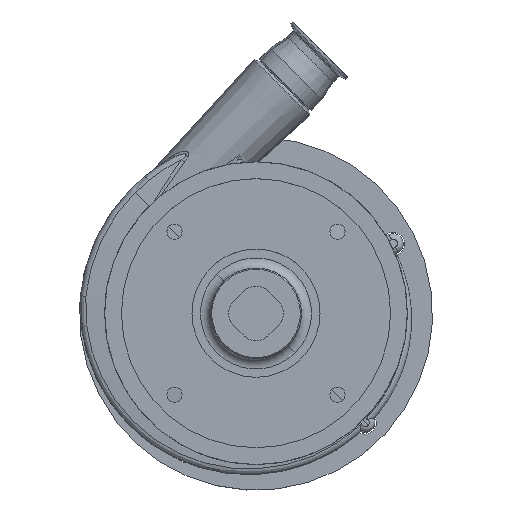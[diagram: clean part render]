
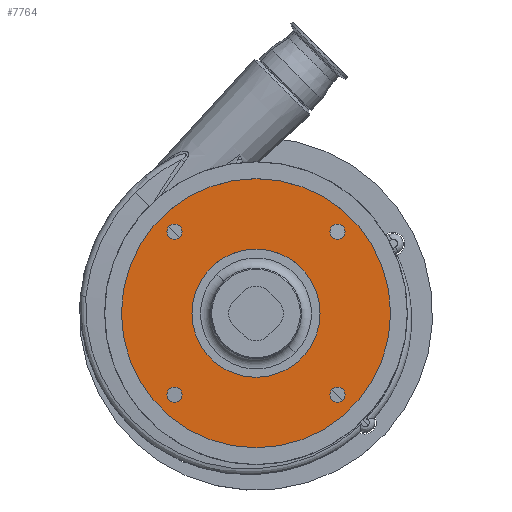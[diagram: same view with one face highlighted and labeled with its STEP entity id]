
A CAD part, top view. The second image highlights one B-rep face of the part: STEP entity #7764.
In plain terms, the highlighted planar face has unit normal (0, 0, 1).
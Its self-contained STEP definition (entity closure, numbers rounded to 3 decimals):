
#37 = EDGE_CURVE ( 'NONE', #13638, #6807, #4463, .T. ) ;
#295 = EDGE_CURVE ( 'NONE', #1874, #13776, #10982, .T. ) ;
#361 = DIRECTION ( 'NONE',  ( 1., 0., 0. ) ) ;
#481 = VERTEX_POINT ( 'NONE', #10296 ) ;
#599 = CIRCLE ( 'NONE', #4953, 63.5 ) ;
#1157 = ORIENTED_EDGE ( 'NONE', *, *, #37, .T. ) ;
#1182 = CARTESIAN_POINT ( 'NONE',  ( -133.35, 0., 219.5 ) ) ;
#1408 = DIRECTION ( 'NONE',  ( 0., 0., -1. ) ) ;
#1482 = DIRECTION ( 'NONE',  ( 1., 0., 0. ) ) ;
#1627 = CARTESIAN_POINT ( 'NONE',  ( -73.322, 80.822, 219.5 ) ) ;
#1662 = EDGE_CURVE ( 'NONE', #13776, #1874, #599, .T. ) ;
#1663 = CIRCLE ( 'NONE', #7747, 7.5 ) ;
#1727 = CARTESIAN_POINT ( 'NONE',  ( 80.822, 80.822, 219.5 ) ) ;
#1769 = VERTEX_POINT ( 'NONE', #9712 ) ;
#1839 = CARTESIAN_POINT ( 'NONE',  ( 133.35, 0., 219.5 ) ) ;
#1874 = VERTEX_POINT ( 'NONE', #5476 ) ;
#2021 = CARTESIAN_POINT ( 'NONE',  ( 73.322, -80.822, 219.5 ) ) ;
#2248 = AXIS2_PLACEMENT_3D ( 'NONE', #5911, #3426, #10541 ) ;
#2389 = FACE_BOUND ( 'NONE', #12675, .T. ) ;
#2461 = FACE_BOUND ( 'NONE', #12989, .T. ) ;
#2739 = CARTESIAN_POINT ( 'NONE',  ( 88.322, 80.822, 219.5 ) ) ;
#3040 = DIRECTION ( 'NONE',  ( 1., 0., 0. ) ) ;
#3099 = CARTESIAN_POINT ( 'NONE',  ( 0., 0., 219.5 ) ) ;
#3365 = DIRECTION ( 'NONE',  ( 1., 0., 0. ) ) ;
#3426 = DIRECTION ( 'NONE',  ( 0., 0., 1. ) ) ;
#3543 = ORIENTED_EDGE ( 'NONE', *, *, #6117, .T. ) ;
#3548 = DIRECTION ( 'NONE',  ( 0., 0., -1. ) ) ;
#3596 = AXIS2_PLACEMENT_3D ( 'NONE', #13203, #14512, #4004 ) ;
#3623 = ORIENTED_EDGE ( 'NONE', *, *, #7093, .T. ) ;
#3688 = DIRECTION ( 'NONE',  ( 0., 0., 1. ) ) ;
#3722 = DIRECTION ( 'NONE',  ( 0., 0., -1. ) ) ;
#3759 = CARTESIAN_POINT ( 'NONE',  ( -63.5, 0., 219.5 ) ) ;
#4004 = DIRECTION ( 'NONE',  ( 1., 0., 0. ) ) ;
#4056 = ORIENTED_EDGE ( 'NONE', *, *, #13408, .T. ) ;
#4463 = CIRCLE ( 'NONE', #2248, 133.35 ) ;
#4553 = EDGE_LOOP ( 'NONE', ( #5859, #5741 ) ) ;
#4723 = CARTESIAN_POINT ( 'NONE',  ( 80.822, -80.822, 219.5 ) ) ;
#4953 = AXIS2_PLACEMENT_3D ( 'NONE', #10035, #13553, #3040 ) ;
#5305 = VERTEX_POINT ( 'NONE', #9973 ) ;
#5476 = CARTESIAN_POINT ( 'NONE',  ( 63.5, 0., 219.5 ) ) ;
#5741 = ORIENTED_EDGE ( 'NONE', *, *, #295, .T. ) ;
#5767 = ORIENTED_EDGE ( 'NONE', *, *, #12592, .T. ) ;
#5859 = ORIENTED_EDGE ( 'NONE', *, *, #1662, .T. ) ;
#5911 = CARTESIAN_POINT ( 'NONE',  ( 0., 0., 219.5 ) ) ;
#6005 = AXIS2_PLACEMENT_3D ( 'NONE', #4723, #13787, #3365 ) ;
#6009 = CIRCLE ( 'NONE', #3596, 7.5 ) ;
#6028 = FACE_OUTER_BOUND ( 'NONE', #12390, .T. ) ;
#6036 = DIRECTION ( 'NONE',  ( 1., 0., 0. ) ) ;
#6117 = EDGE_CURVE ( 'NONE', #5305, #1769, #1663, .T. ) ;
#6288 = ORIENTED_EDGE ( 'NONE', *, *, #12230, .T. ) ;
#6354 = DIRECTION ( 'NONE',  ( 0., 0., -1. ) ) ;
#6474 = AXIS2_PLACEMENT_3D ( 'NONE', #11687, #3722, #361 ) ;
#6807 = VERTEX_POINT ( 'NONE', #1839 ) ;
#6977 = CIRCLE ( 'NONE', #6005, 7.5 ) ;
#7023 = PLANE ( 'NONE',  #14553 ) ;
#7093 = EDGE_CURVE ( 'NONE', #11725, #14047, #6009, .T. ) ;
#7195 = CARTESIAN_POINT ( 'NONE',  ( -88.322, 80.822, 219.5 ) ) ;
#7425 = DIRECTION ( 'NONE',  ( 0., 0., -1. ) ) ;
#7484 = ORIENTED_EDGE ( 'NONE', *, *, #12718, .T. ) ;
#7747 = AXIS2_PLACEMENT_3D ( 'NONE', #11879, #1408, #6036 ) ;
#7764 = ADVANCED_FACE ( 'NONE', ( #12808, #14176, #6028, #2389, #2461, #14109 ), #7023, .T. ) ;
#8184 = VERTEX_POINT ( 'NONE', #7195 ) ;
#8293 = DIRECTION ( 'NONE',  ( 1., 0., 0. ) ) ;
#8447 = DIRECTION ( 'NONE',  ( 0., 0., -1. ) ) ;
#8451 = ORIENTED_EDGE ( 'NONE', *, *, #10209, .T. ) ;
#8634 = EDGE_LOOP ( 'NONE', ( #8451, #5767 ) ) ;
#9146 = CIRCLE ( 'NONE', #9386, 133.35 ) ;
#9378 = DIRECTION ( 'NONE',  ( 1., 0., 0. ) ) ;
#9386 = AXIS2_PLACEMENT_3D ( 'NONE', #3099, #14902, #11221 ) ;
#9455 = CARTESIAN_POINT ( 'NONE',  ( 80.822, 80.822, 219.5 ) ) ;
#9486 = AXIS2_PLACEMENT_3D ( 'NONE', #9455, #3548, #9378 ) ;
#9712 = CARTESIAN_POINT ( 'NONE',  ( -88.322, -80.822, 219.5 ) ) ;
#9841 = DIRECTION ( 'NONE',  ( 1., 0., 0. ) ) ;
#9909 = CIRCLE ( 'NONE', #12086, 7.5 ) ;
#9973 = CARTESIAN_POINT ( 'NONE',  ( -73.322, -80.822, 219.5 ) ) ;
#10035 = CARTESIAN_POINT ( 'NONE',  ( 0., 0., 219.5 ) ) ;
#10138 = AXIS2_PLACEMENT_3D ( 'NONE', #1727, #6354, #9841 ) ;
#10209 = EDGE_CURVE ( 'NONE', #11372, #481, #12177, .T. ) ;
#10296 = CARTESIAN_POINT ( 'NONE',  ( 73.322, 80.822, 219.5 ) ) ;
#10541 = DIRECTION ( 'NONE',  ( 1., 0., 0. ) ) ;
#10895 = CARTESIAN_POINT ( 'NONE',  ( 88.322, -80.822, 219.5 ) ) ;
#10982 = CIRCLE ( 'NONE', #14903, 63.5 ) ;
#10992 = DIRECTION ( 'NONE',  ( 1., 0., 0. ) ) ;
#11221 = DIRECTION ( 'NONE',  ( 1., 0., 0. ) ) ;
#11372 = VERTEX_POINT ( 'NONE', #2739 ) ;
#11390 = AXIS2_PLACEMENT_3D ( 'NONE', #14363, #12140, #10992 ) ;
#11649 = CARTESIAN_POINT ( 'NONE',  ( 0., 0., 219.5 ) ) ;
#11687 = CARTESIAN_POINT ( 'NONE',  ( -80.822, 80.822, 219.5 ) ) ;
#11725 = VERTEX_POINT ( 'NONE', #2021 ) ;
#11790 = CIRCLE ( 'NONE', #6474, 7.5 ) ;
#11879 = CARTESIAN_POINT ( 'NONE',  ( -80.822, -80.822, 219.5 ) ) ;
#12030 = CARTESIAN_POINT ( 'NONE',  ( -80.822, 80.822, 219.5 ) ) ;
#12086 = AXIS2_PLACEMENT_3D ( 'NONE', #12030, #8447, #1482 ) ;
#12140 = DIRECTION ( 'NONE',  ( 0., 0., -1. ) ) ;
#12177 = CIRCLE ( 'NONE', #9486, 7.5 ) ;
#12230 = EDGE_CURVE ( 'NONE', #12946, #8184, #11790, .T. ) ;
#12261 = ORIENTED_EDGE ( 'NONE', *, *, #13972, .T. ) ;
#12390 = EDGE_LOOP ( 'NONE', ( #7484, #1157 ) ) ;
#12592 = EDGE_CURVE ( 'NONE', #481, #11372, #13033, .T. ) ;
#12675 = EDGE_LOOP ( 'NONE', ( #4056, #3623 ) ) ;
#12718 = EDGE_CURVE ( 'NONE', #6807, #13638, #9146, .T. ) ;
#12808 = FACE_BOUND ( 'NONE', #4553, .T. ) ;
#12892 = ORIENTED_EDGE ( 'NONE', *, *, #14930, .T. ) ;
#12946 = VERTEX_POINT ( 'NONE', #1627 ) ;
#12989 = EDGE_LOOP ( 'NONE', ( #6288, #12261 ) ) ;
#13033 = CIRCLE ( 'NONE', #10138, 7.5 ) ;
#13203 = CARTESIAN_POINT ( 'NONE',  ( 80.822, -80.822, 219.5 ) ) ;
#13408 = EDGE_CURVE ( 'NONE', #14047, #11725, #6977, .T. ) ;
#13553 = DIRECTION ( 'NONE',  ( 0., 0., -1. ) ) ;
#13638 = VERTEX_POINT ( 'NONE', #1182 ) ;
#13776 = VERTEX_POINT ( 'NONE', #3759 ) ;
#13787 = DIRECTION ( 'NONE',  ( 0., 0., -1. ) ) ;
#13931 = EDGE_LOOP ( 'NONE', ( #3543, #12892 ) ) ;
#13972 = EDGE_CURVE ( 'NONE', #8184, #12946, #9909, .T. ) ;
#14047 = VERTEX_POINT ( 'NONE', #10895 ) ;
#14074 = CIRCLE ( 'NONE', #11390, 7.5 ) ;
#14109 = FACE_BOUND ( 'NONE', #8634, .T. ) ;
#14176 = FACE_BOUND ( 'NONE', #13931, .T. ) ;
#14215 = DIRECTION ( 'NONE',  ( 1., 0., 0. ) ) ;
#14293 = CARTESIAN_POINT ( 'NONE',  ( 0., 0., 219.5 ) ) ;
#14363 = CARTESIAN_POINT ( 'NONE',  ( -80.822, -80.822, 219.5 ) ) ;
#14512 = DIRECTION ( 'NONE',  ( 0., 0., -1. ) ) ;
#14553 = AXIS2_PLACEMENT_3D ( 'NONE', #11649, #3688, #8293 ) ;
#14902 = DIRECTION ( 'NONE',  ( 0., 0., 1. ) ) ;
#14903 = AXIS2_PLACEMENT_3D ( 'NONE', #14293, #7425, #14215 ) ;
#14930 = EDGE_CURVE ( 'NONE', #1769, #5305, #14074, .T. ) ;
